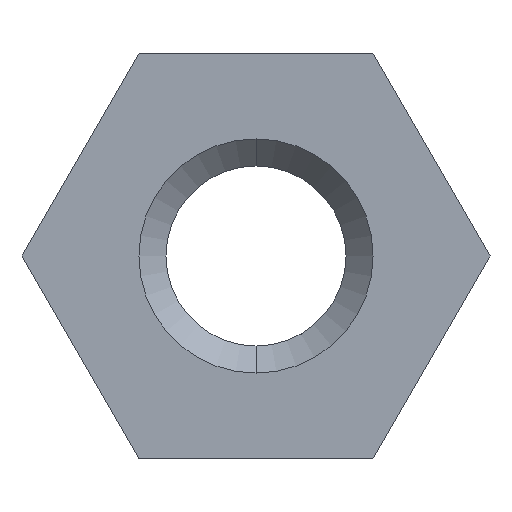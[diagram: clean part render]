
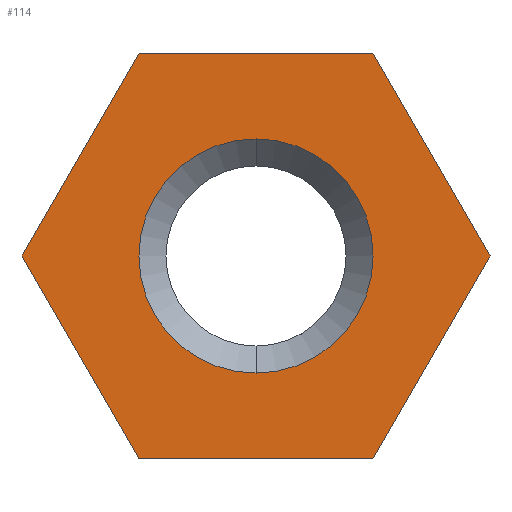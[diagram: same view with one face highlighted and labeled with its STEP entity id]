
A CAD part, front view. The second image highlights one B-rep face of the part: STEP entity #114.
In plain terms, the highlighted planar face has unit normal (0, -1, 0).
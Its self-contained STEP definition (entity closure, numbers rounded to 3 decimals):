
#1 = VERTEX_POINT ( 'NONE', #402 ) ;
#17 = DIRECTION ( 'NONE',  ( -0.5, 0., -0.866 ) ) ;
#22 = LINE ( 'NONE', #387, #163 ) ;
#38 = DIRECTION ( 'NONE',  ( -1., 0., 0. ) ) ;
#42 = CARTESIAN_POINT ( 'NONE',  ( -1.299, 0., 2.25 ) ) ;
#54 = CARTESIAN_POINT ( 'NONE',  ( -2.598, 0., 0. ) ) ;
#57 = VERTEX_POINT ( 'NONE', #96 ) ;
#78 = AXIS2_PLACEMENT_3D ( 'NONE', #290, #473, #259 ) ;
#87 = AXIS2_PLACEMENT_3D ( 'NONE', #282, #241, #244 ) ;
#91 = AXIS2_PLACEMENT_3D ( 'NONE', #214, #142, #248 ) ;
#96 = CARTESIAN_POINT ( 'NONE',  ( 0., 0., 1.3 ) ) ;
#100 = CARTESIAN_POINT ( 'NONE',  ( 0., 0., -1.3 ) ) ;
#102 = DIRECTION ( 'NONE',  ( 1., 0., 0. ) ) ;
#106 = EDGE_CURVE ( 'NONE', #444, #457, #364, .T. ) ;
#108 = VECTOR ( 'NONE', #350, 1000. ) ;
#109 = EDGE_CURVE ( 'NONE', #257, #444, #292, .T. ) ;
#111 = EDGE_CURVE ( 'NONE', #232, #57, #458, .T. ) ;
#114 = ADVANCED_FACE ( 'NONE', ( #383, #305 ), #246, .F. ) ;
#117 = VECTOR ( 'NONE', #17, 1000. ) ;
#120 = EDGE_CURVE ( 'NONE', #190, #1, #130, .T. ) ;
#124 = EDGE_CURVE ( 'NONE', #457, #190, #22, .T. ) ;
#130 = LINE ( 'NONE', #315, #243 ) ;
#142 = DIRECTION ( 'NONE',  ( 0., 1., 0. ) ) ;
#143 = EDGE_CURVE ( 'NONE', #1, #218, #464, .T. ) ;
#163 = VECTOR ( 'NONE', #313, 1000. ) ;
#167 = ORIENTED_EDGE ( 'NONE', *, *, #124, .F. ) ;
#171 = EDGE_CURVE ( 'NONE', #218, #257, #475, .T. ) ;
#174 = ORIENTED_EDGE ( 'NONE', *, *, #212, .T. ) ;
#176 = DIRECTION ( 'NONE',  ( 0.5, 0., 0.866 ) ) ;
#184 = CARTESIAN_POINT ( 'NONE',  ( 1.299, 0., 2.25 ) ) ;
#190 = VERTEX_POINT ( 'NONE', #54 ) ;
#210 = VECTOR ( 'NONE', #38, 1000. ) ;
#212 = EDGE_CURVE ( 'NONE', #57, #232, #272, .T. ) ;
#213 = CARTESIAN_POINT ( 'NONE',  ( -1.299, 0., -2.25 ) ) ;
#214 = CARTESIAN_POINT ( 'NONE',  ( 0., 0., 0. ) ) ;
#218 = VERTEX_POINT ( 'NONE', #375 ) ;
#228 = ORIENTED_EDGE ( 'NONE', *, *, #111, .T. ) ;
#232 = VERTEX_POINT ( 'NONE', #100 ) ;
#241 = DIRECTION ( 'NONE',  ( 0., 1., 0. ) ) ;
#243 = VECTOR ( 'NONE', #176, 1000. ) ;
#244 = DIRECTION ( 'NONE',  ( 0., 0., 1. ) ) ;
#246 = PLANE ( 'NONE',  #87 ) ;
#248 = DIRECTION ( 'NONE',  ( 0., 0., 1. ) ) ;
#251 = ORIENTED_EDGE ( 'NONE', *, *, #171, .F. ) ;
#256 = ORIENTED_EDGE ( 'NONE', *, *, #143, .F. ) ;
#257 = VERTEX_POINT ( 'NONE', #289 ) ;
#259 = DIRECTION ( 'NONE',  ( 0., 0., 1. ) ) ;
#272 = CIRCLE ( 'NONE', #78, 1.3 ) ;
#282 = CARTESIAN_POINT ( 'NONE',  ( 0., 0., 0. ) ) ;
#289 = CARTESIAN_POINT ( 'NONE',  ( 2.598, 0., 0. ) ) ;
#290 = CARTESIAN_POINT ( 'NONE',  ( 0., 0., 0. ) ) ;
#292 = LINE ( 'NONE', #437, #117 ) ;
#305 = FACE_OUTER_BOUND ( 'NONE', #408, .T. ) ;
#309 = CARTESIAN_POINT ( 'NONE',  ( 1.299, 0., -2.25 ) ) ;
#313 = DIRECTION ( 'NONE',  ( -0.5, 0., 0.866 ) ) ;
#315 = CARTESIAN_POINT ( 'NONE',  ( -2.598, 0., 0. ) ) ;
#340 = ORIENTED_EDGE ( 'NONE', *, *, #109, .F. ) ;
#350 = DIRECTION ( 'NONE',  ( 0.5, 0., -0.866 ) ) ;
#351 = ORIENTED_EDGE ( 'NONE', *, *, #120, .F. ) ;
#364 = LINE ( 'NONE', #391, #210 ) ;
#375 = CARTESIAN_POINT ( 'NONE',  ( 1.299, 0., 2.25 ) ) ;
#383 = FACE_BOUND ( 'NONE', #454, .T. ) ;
#387 = CARTESIAN_POINT ( 'NONE',  ( -1.299, 0., -2.25 ) ) ;
#391 = CARTESIAN_POINT ( 'NONE',  ( 1.299, 0., -2.25 ) ) ;
#402 = CARTESIAN_POINT ( 'NONE',  ( -1.299, 0., 2.25 ) ) ;
#408 = EDGE_LOOP ( 'NONE', ( #340, #251, #256, #351, #167, #439 ) ) ;
#437 = CARTESIAN_POINT ( 'NONE',  ( 2.598, 0., 0. ) ) ;
#439 = ORIENTED_EDGE ( 'NONE', *, *, #106, .F. ) ;
#444 = VERTEX_POINT ( 'NONE', #309 ) ;
#446 = VECTOR ( 'NONE', #102, 1000. ) ;
#454 = EDGE_LOOP ( 'NONE', ( #228, #174 ) ) ;
#457 = VERTEX_POINT ( 'NONE', #213 ) ;
#458 = CIRCLE ( 'NONE', #91, 1.3 ) ;
#464 = LINE ( 'NONE', #42, #446 ) ;
#473 = DIRECTION ( 'NONE',  ( 0., 1., 0. ) ) ;
#475 = LINE ( 'NONE', #184, #108 ) ;
